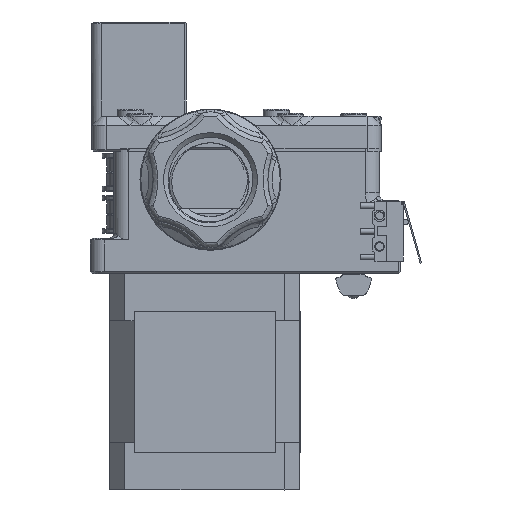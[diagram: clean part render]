
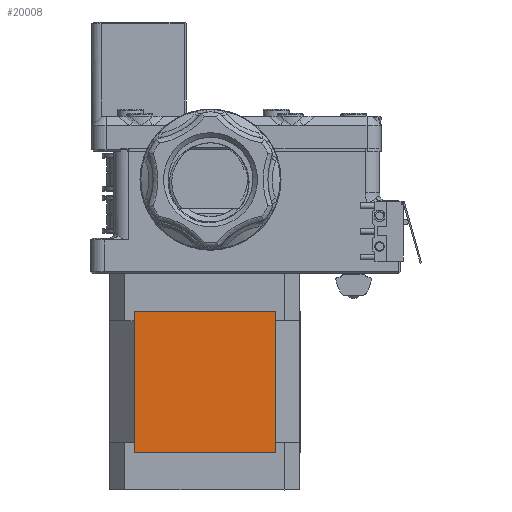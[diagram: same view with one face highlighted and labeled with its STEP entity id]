
A CAD part, left-side view. The second image highlights one B-rep face of the part: STEP entity #20008.
In plain terms, the highlighted planar face has unit normal (-1, 0, 0).
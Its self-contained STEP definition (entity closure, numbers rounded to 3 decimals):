
#2927=FACE_OUTER_BOUND('',#4187,.T.);
#4187=EDGE_LOOP('',(#14722,#14723,#14724,#14725));
#5705=LINE('',#30198,#7241);
#5710=LINE('',#30207,#7246);
#5712=LINE('',#30212,#7248);
#5752=LINE('',#30295,#7288);
#7241=VECTOR('',#24595,1000.);
#7246=VECTOR('',#24602,1000.);
#7248=VECTOR('',#24606,1000.);
#7288=VECTOR('',#24682,1000.);
#8700=VERTEX_POINT('',#30195);
#8701=VERTEX_POINT('',#30197);
#8704=VERTEX_POINT('',#30205);
#8706=VERTEX_POINT('',#30210);
#10886=EDGE_CURVE('',#8700,#8701,#5705,.T.);
#10891=EDGE_CURVE('',#8704,#8700,#5710,.T.);
#10893=EDGE_CURVE('',#8706,#8704,#5712,.T.);
#10933=EDGE_CURVE('',#8701,#8706,#5752,.T.);
#14722=ORIENTED_EDGE('',*,*,#10893,.F.);
#14723=ORIENTED_EDGE('',*,*,#10933,.F.);
#14724=ORIENTED_EDGE('',*,*,#10886,.F.);
#14725=ORIENTED_EDGE('',*,*,#10891,.F.);
#19369=PLANE('',#21606);
#20008=ADVANCED_FACE('',(#2927),#19369,.F.);
#21606=AXIS2_PLACEMENT_3D('',#30294,#24680,#24681);
#24595=DIRECTION('',(0.,0.,-1.));
#24602=DIRECTION('',(0.,-1.,0.));
#24606=DIRECTION('',(0.,0.,1.));
#24680=DIRECTION('center_axis',(1.,0.,0.));
#24681=DIRECTION('ref_axis',(0.,0.,1.));
#24682=DIRECTION('',(0.,1.,0.));
#30195=CARTESIAN_POINT('',(-20.93,-15.,38.));
#30197=CARTESIAN_POINT('',(-20.93,-15.,8.));
#30198=CARTESIAN_POINT('',(-20.93,-15.,38.));
#30205=CARTESIAN_POINT('',(-20.93,15.,38.));
#30207=CARTESIAN_POINT('',(-20.93,15.,38.));
#30210=CARTESIAN_POINT('',(-20.93,15.,8.));
#30212=CARTESIAN_POINT('',(-20.93,15.,8.));
#30294=CARTESIAN_POINT('Origin',(-20.93,0.,23.));
#30295=CARTESIAN_POINT('',(-20.93,-15.,8.));
